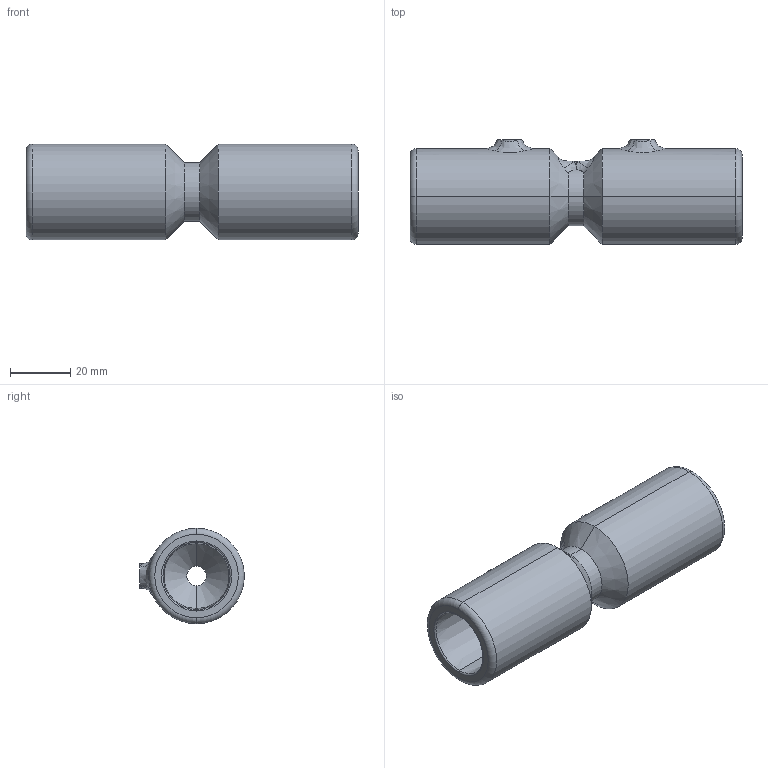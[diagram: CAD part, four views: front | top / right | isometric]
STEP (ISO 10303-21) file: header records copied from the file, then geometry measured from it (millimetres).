
FILE_DESCRIPTION (( 'STEP AP214' ), '1' );
FILE_NAME ('VEN-B30-D22(simple).STEP', '2020-04-03T10:50:57', ( '' ), ( '' ), 'SwSTEP 2.0', 'SolidWorks 2019', '' );
FILE_SCHEMA (( 'AUTOMOTIVE_DESIGN' ));
Length unit declared in the file: millimetre
Products named in the file (1): VEN-B30-D22(simple)
Bounding box: 110.56 x 34.82 x 31.82 mm (x, y, z)
Volume: 45807.1 mm3; surface area: 19240.1 mm2
Topology: 1 solids, 1 shells, 76 faces, 166 edges, 97 vertices
Faces by surface type: cylinder 34, bspline 14, cone 12, torus 8, plane 8
Entity records: 3435 total; most frequent: CARTESIAN_POINT 1780, DIRECTION 347, ORIENTED_EDGE 332, EDGE_CURVE 166, AXIS2_PLACEMENT_3D 154, VERTEX_POINT 97, CIRCLE 91, EDGE_LOOP 89
